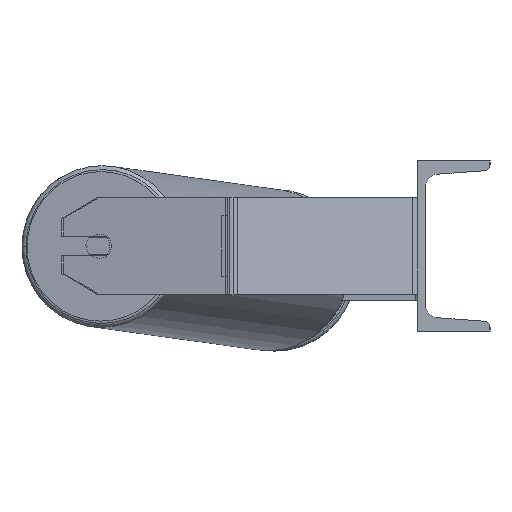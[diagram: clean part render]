
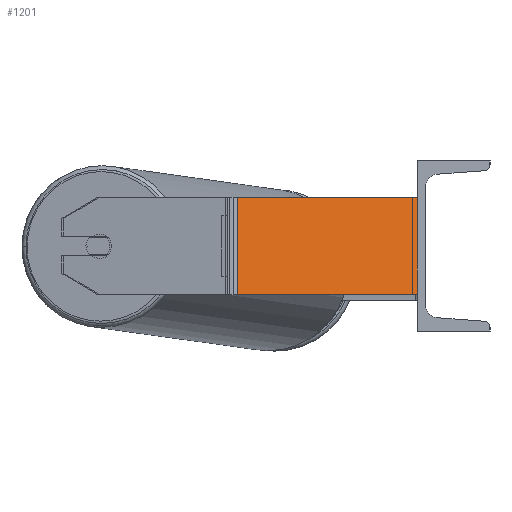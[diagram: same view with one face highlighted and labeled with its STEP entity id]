
A CAD part, left-side view. The second image highlights one B-rep face of the part: STEP entity #1201.
In plain terms, the highlighted planar face has unit normal (-0.906, -0.423, 0).
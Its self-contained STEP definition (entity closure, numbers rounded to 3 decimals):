
#4 = VECTOR ( 'NONE', #7493, 1000. ) ;
#341 = DIRECTION ( 'NONE',  ( 0.423, -0.906, 0. ) ) ;
#490 = PLANE ( 'NONE',  #4910 ) ;
#527 = DIRECTION ( 'NONE',  ( 0.423, -0.906, 0. ) ) ;
#1200 = CARTESIAN_POINT ( 'NONE',  ( -1253.908, 147.774, -40. ) ) ;
#1201 = ADVANCED_FACE ( 'NONE', ( #1327 ), #490, .F. ) ;
#1212 = CARTESIAN_POINT ( 'NONE',  ( -1185., 0., -40. ) ) ;
#1270 = VERTEX_POINT ( 'NONE', #1326 ) ;
#1290 = EDGE_CURVE ( 'NONE', #3288, #7908, #2595, .T. ) ;
#1326 = CARTESIAN_POINT ( 'NONE',  ( -1185., 0., 40. ) ) ;
#1327 = FACE_OUTER_BOUND ( 'NONE', #7741, .T. ) ;
#2440 = LINE ( 'NONE', #5282, #4 ) ;
#2595 = LINE ( 'NONE', #5436, #6931 ) ;
#2713 = EDGE_CURVE ( 'NONE', #5201, #1270, #6525, .T. ) ;
#3279 = CARTESIAN_POINT ( 'NONE',  ( -1256.04, 152.346, 40. ) ) ;
#3288 = VERTEX_POINT ( 'NONE', #1200 ) ;
#3766 = LINE ( 'NONE', #5847, #6038 ) ;
#3794 = ORIENTED_EDGE ( 'NONE', *, *, #8013, .F. ) ;
#4589 = ORIENTED_EDGE ( 'NONE', *, *, #8273, .T. ) ;
#4910 = AXIS2_PLACEMENT_3D ( 'NONE', #3279, #7559, #5392 ) ;
#5155 = CARTESIAN_POINT ( 'NONE',  ( -1253.908, 147.774, 40. ) ) ;
#5201 = VERTEX_POINT ( 'NONE', #5155 ) ;
#5282 = CARTESIAN_POINT ( 'NONE',  ( -1253.908, 147.774, 40. ) ) ;
#5310 = DIRECTION ( 'NONE',  ( 0., 0., -1. ) ) ;
#5392 = DIRECTION ( 'NONE',  ( -0.423, 0.906, 0. ) ) ;
#5436 = CARTESIAN_POINT ( 'NONE',  ( -1256.04, 152.346, -40. ) ) ;
#5827 = CARTESIAN_POINT ( 'NONE',  ( -1256.04, 152.346, 40. ) ) ;
#5847 = CARTESIAN_POINT ( 'NONE',  ( -1185., 0., 40. ) ) ;
#6038 = VECTOR ( 'NONE', #5310, 1000. ) ;
#6525 = LINE ( 'NONE', #5827, #8054 ) ;
#6931 = VECTOR ( 'NONE', #527, 1000. ) ;
#7096 = ORIENTED_EDGE ( 'NONE', *, *, #1290, .T. ) ;
#7236 = ORIENTED_EDGE ( 'NONE', *, *, #2713, .F. ) ;
#7493 = DIRECTION ( 'NONE',  ( 0., 0., -1. ) ) ;
#7559 = DIRECTION ( 'NONE',  ( 0.906, 0.423, 0. ) ) ;
#7741 = EDGE_LOOP ( 'NONE', ( #7096, #3794, #7236, #4589 ) ) ;
#7908 = VERTEX_POINT ( 'NONE', #1212 ) ;
#8013 = EDGE_CURVE ( 'NONE', #1270, #7908, #3766, .T. ) ;
#8054 = VECTOR ( 'NONE', #341, 1000. ) ;
#8273 = EDGE_CURVE ( 'NONE', #5201, #3288, #2440, .T. ) ;
